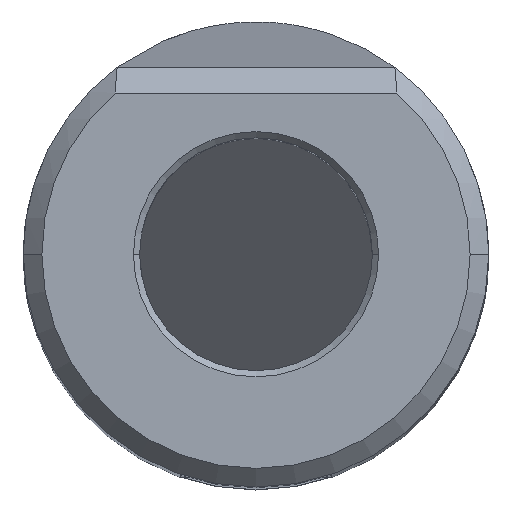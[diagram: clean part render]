
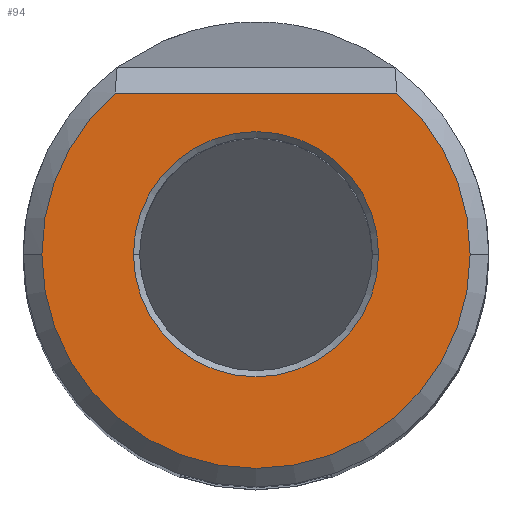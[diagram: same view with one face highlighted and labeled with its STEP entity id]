
A CAD part, top view. The second image highlights one B-rep face of the part: STEP entity #94.
In plain terms, the highlighted planar face has unit normal (0, 0, 1).
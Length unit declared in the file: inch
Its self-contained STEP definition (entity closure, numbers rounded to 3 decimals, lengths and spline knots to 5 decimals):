
#12 = DIRECTION ( 'NONE',  ( 0., 0., -1. ) ) ;
#35 = DIRECTION ( 'NONE',  ( 0., 0., 1. ) ) ;
#53 = CIRCLE ( 'NONE', #525, 0.345 ) ;
#70 = LINE ( 'NONE', #533, #267 ) ;
#77 = CARTESIAN_POINT ( 'NONE',  ( 0., 0., 0. ) ) ;
#92 = AXIS2_PLACEMENT_3D ( 'NONE', #404, #12, #794 ) ;
#94 = ADVANCED_FACE ( 'NONE', ( #825, #359 ), #420, .T. ) ;
#95 = DIRECTION ( 'NONE',  ( 1., 0., 0. ) ) ;
#118 = CIRCLE ( 'NONE', #524, 0.1975 ) ;
#125 = ORIENTED_EDGE ( 'NONE', *, *, #818, .T. ) ;
#130 = ORIENTED_EDGE ( 'NONE', *, *, #661, .T. ) ;
#171 = CARTESIAN_POINT ( 'NONE',  ( 0., 0., 0. ) ) ;
#189 = VERTEX_POINT ( 'NONE', #308 ) ;
#192 = EDGE_LOOP ( 'NONE', ( #839, #616, #283, #517 ) ) ;
#207 = DIRECTION ( 'NONE',  ( -1., 0., 0. ) ) ;
#254 = VERTEX_POINT ( 'NONE', #665 ) ;
#267 = VECTOR ( 'NONE', #207, 39.37008 ) ;
#283 = ORIENTED_EDGE ( 'NONE', *, *, #718, .T. ) ;
#287 = CARTESIAN_POINT ( 'NONE',  ( -0.22709, 0.25972, 0. ) ) ;
#298 = DIRECTION ( 'NONE',  ( 1., 0., 0. ) ) ;
#308 = CARTESIAN_POINT ( 'NONE',  ( 0.22709, 0.25972, 0. ) ) ;
#321 = CIRCLE ( 'NONE', #367, 0.345 ) ;
#325 = EDGE_CURVE ( 'NONE', #443, #576, #53, .T. ) ;
#339 = DIRECTION ( 'NONE',  ( 0., 0., 1. ) ) ;
#355 = DIRECTION ( 'NONE',  ( 1., 0., 0. ) ) ;
#359 = FACE_OUTER_BOUND ( 'NONE', #192, .T. ) ;
#367 = AXIS2_PLACEMENT_3D ( 'NONE', #423, #35, #298 ) ;
#374 = EDGE_LOOP ( 'NONE', ( #130, #125 ) ) ;
#403 = AXIS2_PLACEMENT_3D ( 'NONE', #77, #339, #600 ) ;
#404 = CARTESIAN_POINT ( 'NONE',  ( 0., 0., 0. ) ) ;
#416 = DIRECTION ( 'NONE',  ( 1., 0., 0. ) ) ;
#420 = PLANE ( 'NONE',  #426 ) ;
#423 = CARTESIAN_POINT ( 'NONE',  ( 0., 0., 0. ) ) ;
#426 = AXIS2_PLACEMENT_3D ( 'NONE', #171, #679, #355 ) ;
#442 = CIRCLE ( 'NONE', #92, 0.1975 ) ;
#443 = VERTEX_POINT ( 'NONE', #604 ) ;
#464 = CARTESIAN_POINT ( 'NONE',  ( 0.345, 0., 0. ) ) ;
#476 = EDGE_CURVE ( 'NONE', #189, #580, #70, .T. ) ;
#482 = DIRECTION ( 'NONE',  ( 0., 0., -1. ) ) ;
#490 = CIRCLE ( 'NONE', #403, 0.345 ) ;
#517 = ORIENTED_EDGE ( 'NONE', *, *, #476, .T. ) ;
#524 = AXIS2_PLACEMENT_3D ( 'NONE', #548, #482, #95 ) ;
#525 = AXIS2_PLACEMENT_3D ( 'NONE', #804, #809, #416 ) ;
#533 = CARTESIAN_POINT ( 'NONE',  ( 0., 0.25972, 0. ) ) ;
#548 = CARTESIAN_POINT ( 'NONE',  ( 0., 0., 0. ) ) ;
#576 = VERTEX_POINT ( 'NONE', #464 ) ;
#580 = VERTEX_POINT ( 'NONE', #287 ) ;
#600 = DIRECTION ( 'NONE',  ( 1., 0., 0. ) ) ;
#604 = CARTESIAN_POINT ( 'NONE',  ( -0.345, 0., 0. ) ) ;
#616 = ORIENTED_EDGE ( 'NONE', *, *, #325, .T. ) ;
#652 = VERTEX_POINT ( 'NONE', #678 ) ;
#661 = EDGE_CURVE ( 'NONE', #254, #652, #442, .T. ) ;
#665 = CARTESIAN_POINT ( 'NONE',  ( 0.1975, 0., 0. ) ) ;
#678 = CARTESIAN_POINT ( 'NONE',  ( -0.1975, 0., 0. ) ) ;
#679 = DIRECTION ( 'NONE',  ( 0., 0., 1. ) ) ;
#718 = EDGE_CURVE ( 'NONE', #576, #189, #321, .T. ) ;
#794 = DIRECTION ( 'NONE',  ( 1., 0., 0. ) ) ;
#804 = CARTESIAN_POINT ( 'NONE',  ( 0., 0., 0. ) ) ;
#809 = DIRECTION ( 'NONE',  ( 0., 0., 1. ) ) ;
#818 = EDGE_CURVE ( 'NONE', #652, #254, #118, .T. ) ;
#825 = FACE_BOUND ( 'NONE', #374, .T. ) ;
#839 = ORIENTED_EDGE ( 'NONE', *, *, #844, .T. ) ;
#844 = EDGE_CURVE ( 'NONE', #580, #443, #490, .T. ) ;
